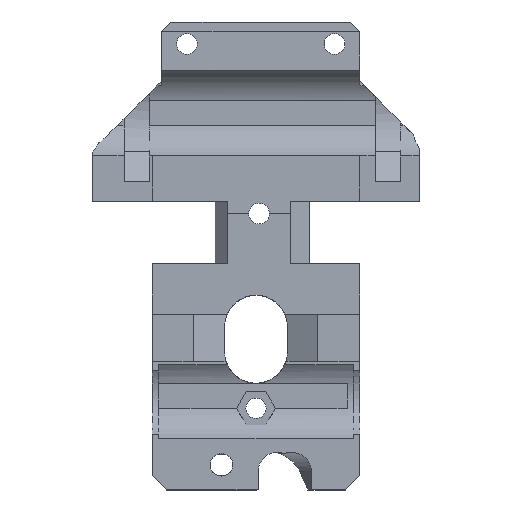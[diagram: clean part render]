
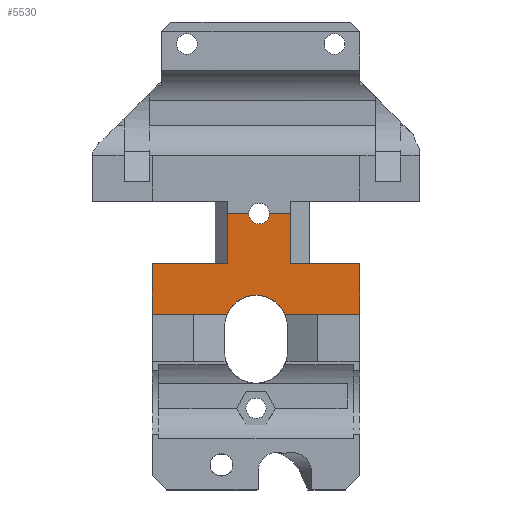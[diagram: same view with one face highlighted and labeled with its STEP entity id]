
A CAD part, top view. The second image highlights one B-rep face of the part: STEP entity #5530.
In plain terms, the highlighted planar face has unit normal (0, 0, 1).
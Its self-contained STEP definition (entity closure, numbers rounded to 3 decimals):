
#78=CIRCLE('',#5862,5.);
#79=CIRCLE('',#5863,1.65);
#193=FACE_OUTER_BOUND('',#502,.T.);
#502=EDGE_LOOP('',(#3693,#3694,#3695,#3696,#3697,#3698,#3699,#3700,#3701,
#3702,#3703,#3704,#3705,#3706));
#841=LINE('',#7912,#1550);
#874=LINE('',#7983,#1583);
#875=LINE('',#7986,#1584);
#876=LINE('',#7988,#1585);
#877=LINE('',#7992,#1586);
#878=LINE('',#7994,#1587);
#879=LINE('',#7996,#1588);
#880=LINE('',#7998,#1589);
#881=LINE('',#8000,#1590);
#882=LINE('',#8002,#1591);
#883=LINE('',#8006,#1592);
#884=LINE('',#8007,#1593);
#1550=VECTOR('',#6341,1.);
#1583=VECTOR('',#6390,1.);
#1584=VECTOR('',#6393,1.);
#1585=VECTOR('',#6394,1.);
#1586=VECTOR('',#6397,1.);
#1587=VECTOR('',#6398,1.);
#1588=VECTOR('',#6399,1.);
#1589=VECTOR('',#6400,1.);
#1590=VECTOR('',#6401,1.);
#1591=VECTOR('',#6402,1.);
#1592=VECTOR('',#6405,1.);
#1593=VECTOR('',#6406,1.);
#2248=VERTEX_POINT('',#7909);
#2249=VERTEX_POINT('',#7911);
#2277=VERTEX_POINT('',#7977);
#2280=VERTEX_POINT('',#7985);
#2281=VERTEX_POINT('',#7987);
#2282=VERTEX_POINT('',#7989);
#2283=VERTEX_POINT('',#7991);
#2284=VERTEX_POINT('',#7993);
#2285=VERTEX_POINT('',#7995);
#2286=VERTEX_POINT('',#7997);
#2287=VERTEX_POINT('',#7999);
#2288=VERTEX_POINT('',#8001);
#2289=VERTEX_POINT('',#8003);
#2290=VERTEX_POINT('',#8005);
#2785=EDGE_CURVE('',#2248,#2249,#841,.T.);
#2821=EDGE_CURVE('',#2277,#2249,#874,.T.);
#2822=EDGE_CURVE('',#2280,#2248,#875,.T.);
#2823=EDGE_CURVE('',#2281,#2280,#876,.T.);
#2824=EDGE_CURVE('',#2281,#2282,#78,.T.);
#2825=EDGE_CURVE('',#2283,#2282,#877,.T.);
#2826=EDGE_CURVE('',#2284,#2283,#878,.T.);
#2827=EDGE_CURVE('',#2284,#2285,#879,.T.);
#2828=EDGE_CURVE('',#2285,#2286,#880,.T.);
#2829=EDGE_CURVE('',#2287,#2286,#881,.T.);
#2830=EDGE_CURVE('',#2288,#2287,#882,.T.);
#2831=EDGE_CURVE('',#2288,#2289,#79,.T.);
#2832=EDGE_CURVE('',#2290,#2289,#883,.T.);
#2833=EDGE_CURVE('',#2290,#2277,#884,.T.);
#3693=ORIENTED_EDGE('',*,*,#2785,.F.);
#3694=ORIENTED_EDGE('',*,*,#2822,.F.);
#3695=ORIENTED_EDGE('',*,*,#2823,.F.);
#3696=ORIENTED_EDGE('',*,*,#2824,.T.);
#3697=ORIENTED_EDGE('',*,*,#2825,.F.);
#3698=ORIENTED_EDGE('',*,*,#2826,.F.);
#3699=ORIENTED_EDGE('',*,*,#2827,.T.);
#3700=ORIENTED_EDGE('',*,*,#2828,.T.);
#3701=ORIENTED_EDGE('',*,*,#2829,.F.);
#3702=ORIENTED_EDGE('',*,*,#2830,.F.);
#3703=ORIENTED_EDGE('',*,*,#2831,.T.);
#3704=ORIENTED_EDGE('',*,*,#2832,.F.);
#3705=ORIENTED_EDGE('',*,*,#2833,.T.);
#3706=ORIENTED_EDGE('',*,*,#2821,.T.);
#5244=PLANE('',#5861);
#5530=ADVANCED_FACE('',(#193),#5244,.T.);
#5861=AXIS2_PLACEMENT_3D('',#7984,#6391,#6392);
#5862=AXIS2_PLACEMENT_3D('',#7990,#6395,#6396);
#5863=AXIS2_PLACEMENT_3D('',#8004,#6403,#6404);
#6341=DIRECTION('',(0.,1.,0.));
#6390=DIRECTION('',(-1.,0.,0.));
#6391=DIRECTION('center_axis',(0.,0.,1.));
#6392=DIRECTION('ref_axis',(1.,0.,0.));
#6393=DIRECTION('',(-1.,0.,0.));
#6394=DIRECTION('',(-1.,0.,0.));
#6395=DIRECTION('center_axis',(0.,0.,-1.));
#6396=DIRECTION('ref_axis',(0.,1.,0.));
#6397=DIRECTION('',(-1.,0.,0.));
#6398=DIRECTION('',(-1.,0.,0.));
#6399=DIRECTION('',(0.,1.,0.));
#6400=DIRECTION('',(-1.,0.,0.));
#6401=DIRECTION('',(0.,-1.,0.));
#6402=DIRECTION('',(1.,0.,0.));
#6403=DIRECTION('center_axis',(0.,0.,-1.));
#6404=DIRECTION('ref_axis',(1.,0.,0.));
#6405=DIRECTION('',(1.,0.,0.));
#6406=DIRECTION('',(0.,-1.,0.));
#7909=CARTESIAN_POINT('',(-16.,-12.,-15.1));
#7911=CARTESIAN_POINT('',(-16.,-4.,-15.1));
#7912=CARTESIAN_POINT('',(-16.,-40.,-15.1));
#7977=CARTESIAN_POINT('',(-4.,-4.,-15.1));
#7983=CARTESIAN_POINT('',(-10.,-4.,-15.1));
#7984=CARTESIAN_POINT('Origin',(-16.,-40.,-15.1));
#7985=CARTESIAN_POINT('',(-7.944,-12.,-15.1));
#7986=CARTESIAN_POINT('',(-18.,-12.,-15.1));
#7987=CARTESIAN_POINT('',(-4.083,-12.,-15.1));
#7988=CARTESIAN_POINT('',(-18.,-12.,-15.1));
#7989=CARTESIAN_POINT('',(5.083,-12.,-15.1));
#7990=CARTESIAN_POINT('Origin',(0.5,-14.,-15.1));
#7991=CARTESIAN_POINT('',(11.182,-12.,-15.1));
#7992=CARTESIAN_POINT('',(-18.,-12.,-15.1));
#7993=CARTESIAN_POINT('',(17.,-12.,-15.1));
#7994=CARTESIAN_POINT('',(-18.,-12.,-15.1));
#7995=CARTESIAN_POINT('',(17.,-4.,-15.1));
#7996=CARTESIAN_POINT('',(17.,-40.,-15.1));
#7997=CARTESIAN_POINT('',(6.,-4.,-15.1));
#7998=CARTESIAN_POINT('',(6.,-4.,-15.1));
#7999=CARTESIAN_POINT('',(6.,4.,-15.1));
#8000=CARTESIAN_POINT('',(6.,-22.,-15.1));
#8001=CARTESIAN_POINT('',(2.65,4.,-15.1));
#8002=CARTESIAN_POINT('',(-25.5,4.,-15.1));
#8003=CARTESIAN_POINT('',(-0.65,4.,-15.1));
#8004=CARTESIAN_POINT('Origin',(1.,4.,-15.1));
#8005=CARTESIAN_POINT('',(-4.,4.,-15.1));
#8006=CARTESIAN_POINT('',(-25.5,4.,-15.1));
#8007=CARTESIAN_POINT('',(-4.,-22.,-15.1));
